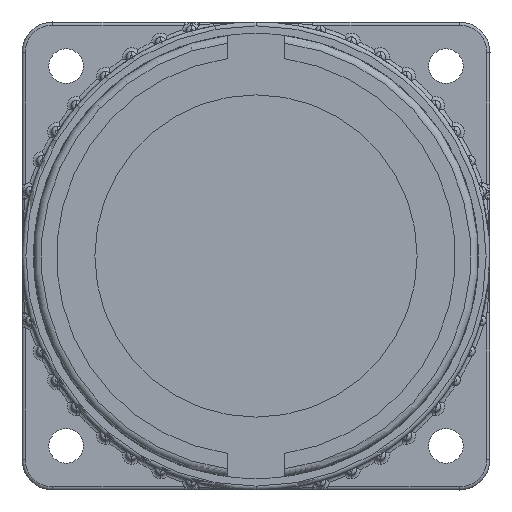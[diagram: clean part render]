
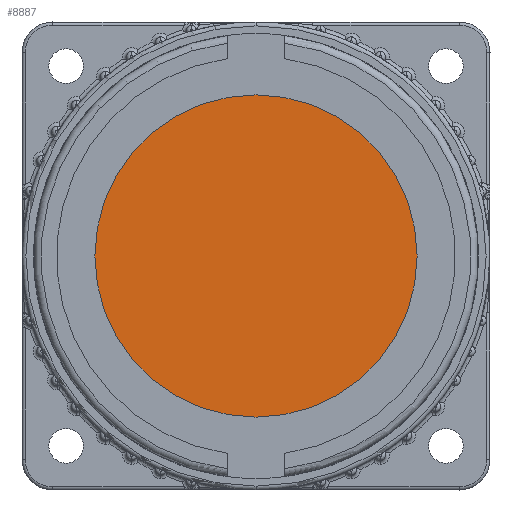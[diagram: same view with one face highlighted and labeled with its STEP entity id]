
A CAD part, front view. The second image highlights one B-rep face of the part: STEP entity #8887.
In plain terms, the highlighted planar face has unit normal (0, -1, 0).
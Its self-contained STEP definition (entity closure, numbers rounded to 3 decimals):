
#41 = CARTESIAN_POINT ( 'NONE',  ( 0., -66.7, 0. ) ) ;
#569 = DIRECTION ( 'NONE',  ( 0., 0., -1. ) ) ;
#587 = AXIS2_PLACEMENT_3D ( 'NONE', #14291, #7423, #569 ) ;
#1747 = AXIS2_PLACEMENT_3D ( 'NONE', #9265, #2406, #10419 ) ;
#2311 = PLANE ( 'NONE',  #7537 ) ;
#2406 = DIRECTION ( 'NONE',  ( 0., -1., 0. ) ) ;
#2727 = VERTEX_POINT ( 'NONE', #5169 ) ;
#2972 = CARTESIAN_POINT ( 'NONE',  ( 0., -66.7, 21. ) ) ;
#3399 = DIRECTION ( 'NONE',  ( 0., 0., -1. ) ) ;
#4416 = CIRCLE ( 'NONE', #1747, 21. ) ;
#5073 = EDGE_CURVE ( 'NONE', #11001, #2727, #6040, .T. ) ;
#5169 = CARTESIAN_POINT ( 'NONE',  ( 0., -66.7, -21. ) ) ;
#5903 = EDGE_CURVE ( 'NONE', #2727, #11001, #4416, .T. ) ;
#6040 = CIRCLE ( 'NONE', #587, 21. ) ;
#7423 = DIRECTION ( 'NONE',  ( 0., -1., 0. ) ) ;
#7537 = AXIS2_PLACEMENT_3D ( 'NONE', #41, #10315, #3399 ) ;
#8194 = ORIENTED_EDGE ( 'NONE', *, *, #5903, .T. ) ;
#8357 = ORIENTED_EDGE ( 'NONE', *, *, #5073, .T. ) ;
#8887 = ADVANCED_FACE ( 'NONE', ( #12614 ), #2311, .T. ) ;
#9265 = CARTESIAN_POINT ( 'NONE',  ( 0., -66.7, 0. ) ) ;
#10308 = EDGE_LOOP ( 'NONE', ( #8194, #8357 ) ) ;
#10315 = DIRECTION ( 'NONE',  ( 0., -1., 0. ) ) ;
#10419 = DIRECTION ( 'NONE',  ( 0., 0., -1. ) ) ;
#11001 = VERTEX_POINT ( 'NONE', #2972 ) ;
#12614 = FACE_OUTER_BOUND ( 'NONE', #10308, .T. ) ;
#14291 = CARTESIAN_POINT ( 'NONE',  ( 0., -66.7, 0. ) ) ;
